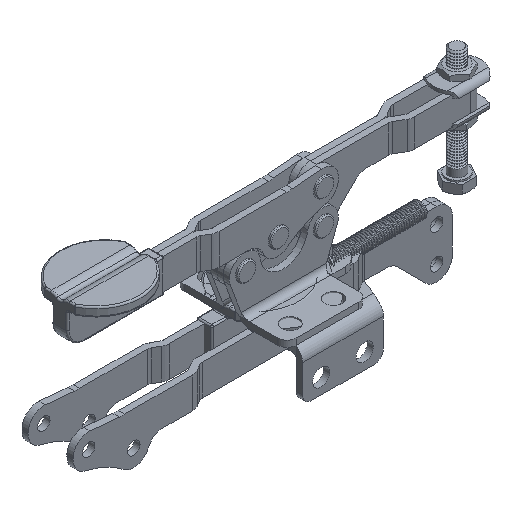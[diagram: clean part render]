
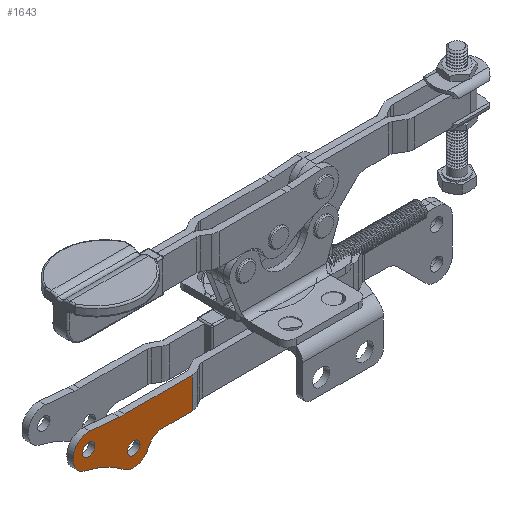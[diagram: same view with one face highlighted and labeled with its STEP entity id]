
A CAD part, isometric view. The second image highlights one B-rep face of the part: STEP entity #1643.
In plain terms, the highlighted planar face has unit normal (0, -1, 0).
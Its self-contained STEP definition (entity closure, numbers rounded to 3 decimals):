
#1643 = ADVANCED_FACE( '', ( #3559, #3560, #3561 ), #3562, .T. );
#3559 = FACE_BOUND( '', #5561, .T. );
#3560 = FACE_BOUND( '', #5562, .T. );
#3561 = FACE_OUTER_BOUND( '', #5563, .T. );
#3562 = PLANE( '', #5564 );
#5561 = EDGE_LOOP( '', ( #9457 ) );
#5562 = EDGE_LOOP( '', ( #9458 ) );
#5563 = EDGE_LOOP( '', ( #9459, #9460, #9461, #9462, #9463, #9464, #9465, #9466, #9467, #9468, #9469 ) );
#5564 = AXIS2_PLACEMENT_3D( '', #9470, #9471, #9472 );
#9457 = ORIENTED_EDGE( '', *, *, #10968, .T. );
#9458 = ORIENTED_EDGE( '', *, *, #10377, .T. );
#9459 = ORIENTED_EDGE( '', *, *, #10593, .T. );
#9460 = ORIENTED_EDGE( '', *, *, #10536, .T. );
#9461 = ORIENTED_EDGE( '', *, *, #10842, .T. );
#9462 = ORIENTED_EDGE( '', *, *, #10187, .T. );
#9463 = ORIENTED_EDGE( '', *, *, #9998, .F. );
#9464 = ORIENTED_EDGE( '', *, *, #10584, .F. );
#9465 = ORIENTED_EDGE( '', *, *, #10762, .F. );
#9466 = ORIENTED_EDGE( '', *, *, #10972, .F. );
#9467 = ORIENTED_EDGE( '', *, *, #10600, .F. );
#9468 = ORIENTED_EDGE( '', *, *, #10932, .F. );
#9469 = ORIENTED_EDGE( '', *, *, #10748, .F. );
#9470 = CARTESIAN_POINT( '', ( 0.11, -8.213, -7.59 ) );
#9471 = DIRECTION( '', ( 0., -1., 0. ) );
#9472 = DIRECTION( '', ( -1., 0., 0. ) );
#9998 = EDGE_CURVE( '', #11732, #11733, #11734, .T. );
#10187 = EDGE_CURVE( '', #12034, #11733, #12035, .F. );
#10377 = EDGE_CURVE( '', #12312, #12312, #12313, .T. );
#10536 = EDGE_CURVE( '', #12530, #12531, #12532, .T. );
#10584 = EDGE_CURVE( '', #12596, #11732, #12599, .T. );
#10593 = EDGE_CURVE( '', #12610, #12530, #12611, .T. );
#10600 = EDGE_CURVE( '', #12620, #12622, #12623, .T. );
#10748 = EDGE_CURVE( '', #12610, #12823, #12825, .T. );
#10762 = EDGE_CURVE( '', #12840, #12596, #12843, .F. );
#10842 = EDGE_CURVE( '', #12531, #12034, #12949, .T. );
#10932 = EDGE_CURVE( '', #12823, #12620, #13048, .T. );
#10968 = EDGE_CURVE( '', #13087, #13087, #13088, .T. );
#10972 = EDGE_CURVE( '', #12622, #12840, #13092, .T. );
#11732 = VERTEX_POINT( '', #14390 );
#11733 = VERTEX_POINT( '', #14391 );
#11734 = LINE( '', #14392, #14393 );
#12034 = VERTEX_POINT( '', #14837 );
#12035 = CIRCLE( '', #14838, 5. );
#12312 = VERTEX_POINT( '', #15203 );
#12313 = CIRCLE( '', #15204, 2. );
#12530 = VERTEX_POINT( '', #15467 );
#12531 = VERTEX_POINT( '', #15468 );
#12532 = CIRCLE( '', #15469, 20. );
#12596 = VERTEX_POINT( '', #15593 );
#12599 = CIRCLE( '', #15597, 5. );
#12610 = VERTEX_POINT( '', #15651 );
#12611 = LINE( '', #15652, #15653 );
#12620 = VERTEX_POINT( '', #15664 );
#12622 = VERTEX_POINT( '', #15667 );
#12623 = CIRCLE( '', #15668, 5. );
#12823 = VERTEX_POINT( '', #15924 );
#12825 = LINE( '', #15926, #15927 );
#12840 = VERTEX_POINT( '', #15943 );
#12843 = CIRCLE( '', #15947, 30. );
#12949 = LINE( '', #16104, #16105 );
#13048 = LINE( '', #16235, #16236 );
#13087 = VERTEX_POINT( '', #16279 );
#13088 = CIRCLE( '', #16280, 2. );
#13092 = CIRCLE( '', #16284, 5. );
#14390 = CARTESIAN_POINT( '', ( -84.89, -8.213, -5.98 ) );
#14391 = CARTESIAN_POINT( '', ( -84.89, -8.213, -5.48 ) );
#14392 = CARTESIAN_POINT( '', ( -84.89, -8.213, -17.792 ) );
#14393 = VECTOR( '', #16978, 1000. );
#14837 = CARTESIAN_POINT( '', ( -79.454, -8.213, -0.499 ) );
#14838 = AXIS2_PLACEMENT_3D( '', #17263, #17264, #17265 );
#15203 = CARTESIAN_POINT( '', ( -65.413, -8.213, -10.292 ) );
#15204 = AXIS2_PLACEMENT_3D( '', #17534, #17535, #17536 );
#15467 = CARTESIAN_POINT( '', ( -68.369, -8.213, -1.392 ) );
#15468 = CARTESIAN_POINT( '', ( -70.112, -8.213, -1.316 ) );
#15469 = AXIS2_PLACEMENT_3D( '', #17760, #17761, #17762 );
#15593 = CARTESIAN_POINT( '', ( -80.928, -8.213, -10.871 ) );
#15597 = AXIS2_PLACEMENT_3D( '', #17817, #17818, #17819 );
#15651 = CARTESIAN_POINT( '', ( -46.563, -8.213, -1.392 ) );
#15652 = CARTESIAN_POINT( '', ( 0.11, -8.213, -1.392 ) );
#15653 = VECTOR( '', #17830, 1000. );
#15664 = CARTESIAN_POINT( '', ( -56.083, -8.213, -11.392 ) );
#15667 = CARTESIAN_POINT( '', ( -60.748, -8.213, -14.592 ) );
#15668 = AXIS2_PLACEMENT_3D( '', #17840, #17841, #17842 );
#15924 = CARTESIAN_POINT( '', ( -46.563, -8.213, -11.392 ) );
#15926 = CARTESIAN_POINT( '', ( -46.563, -8.213, -1.392 ) );
#15927 = VECTOR( '', #18040, 1000. );
#15943 = CARTESIAN_POINT( '', ( -68.519, -8.213, -16.71 ) );
#15947 = AXIS2_PLACEMENT_3D( '', #18052, #18053, #18054 );
#16104 = CARTESIAN_POINT( '', ( 0.121, -8.213, -7.461 ) );
#16105 = VECTOR( '', #18144, 1000. );
#16235 = CARTESIAN_POINT( '', ( -56.083, -8.213, -11.392 ) );
#16236 = VECTOR( '', #18191, 1000. );
#16279 = CARTESIAN_POINT( '', ( -79.89, -8.213, -3.48 ) );
#16280 = AXIS2_PLACEMENT_3D( '', #18214, #18215, #18216 );
#16284 = AXIS2_PLACEMENT_3D( '', #18217, #18218, #18219 );
#16978 = DIRECTION( '', ( 0., 0., 1. ) );
#17263 = CARTESIAN_POINT( '', ( -79.89, -8.213, -5.48 ) );
#17264 = DIRECTION( '', ( 0., 1., 0. ) );
#17265 = DIRECTION( '', ( 0., 0., 1. ) );
#17534 = CARTESIAN_POINT( '', ( -65.413, -8.213, -12.292 ) );
#17535 = DIRECTION( '', ( 0., 1., 0. ) );
#17536 = DIRECTION( '', ( 0., 0., 1. ) );
#17760 = CARTESIAN_POINT( '', ( -68.369, -8.213, 18.608 ) );
#17761 = DIRECTION( '', ( 0., 1., 0. ) );
#17762 = DIRECTION( '', ( 0., 0., 1. ) );
#17817 = CARTESIAN_POINT( '', ( -79.89, -8.213, -5.98 ) );
#17818 = DIRECTION( '', ( 0., 1., 0. ) );
#17819 = DIRECTION( '', ( 0., 0., 1. ) );
#17830 = DIRECTION( '', ( -1., 0., 0. ) );
#17840 = CARTESIAN_POINT( '', ( -56.083, -8.213, -16.392 ) );
#17841 = DIRECTION( '', ( 0., -1., 0. ) );
#17842 = DIRECTION( '', ( 1., 0., 0. ) );
#18040 = DIRECTION( '', ( 0., 0., -1. ) );
#18052 = CARTESIAN_POINT( '', ( -87.159, -8.213, -40.217 ) );
#18053 = DIRECTION( '', ( 0., 1., 0. ) );
#18054 = DIRECTION( '', ( 0., 0., 1. ) );
#18144 = DIRECTION( '', ( -0.996, 0., 0.087 ) );
#18191 = DIRECTION( '', ( -1., 0., 0. ) );
#18214 = CARTESIAN_POINT( '', ( -79.89, -8.213, -5.48 ) );
#18215 = DIRECTION( '', ( 0., 1., 0. ) );
#18216 = DIRECTION( '', ( 0., 0., 1. ) );
#18217 = CARTESIAN_POINT( '', ( -65.413, -8.213, -12.792 ) );
#18218 = DIRECTION( '', ( 0., 1., 0. ) );
#18219 = DIRECTION( '', ( 0., 0., 1. ) );
